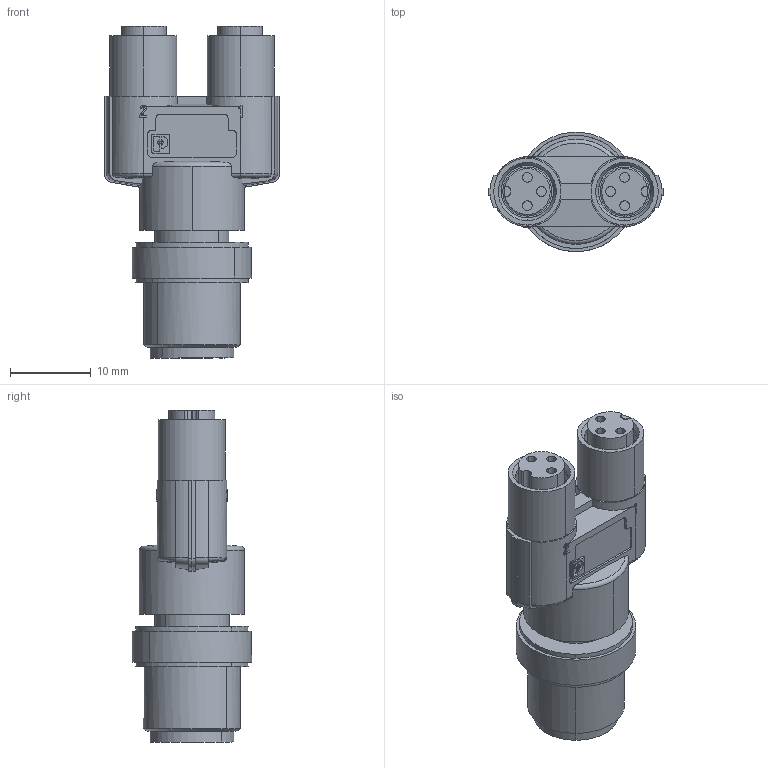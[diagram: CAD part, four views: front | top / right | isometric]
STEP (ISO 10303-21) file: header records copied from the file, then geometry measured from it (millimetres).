
FILE_DESCRIPTION(('SolidDesigner STEP Export'),'2;1');
FILE_NAME('1683471.stp','2008-06-17T14:08:04',(''),(''),'OneSpace Designer STEP processor for AP214 (Solid Model)','OneSpace Designer 14.50 18-Oct-2006 (C) CoCreate Software GmbH','');
FILE_SCHEMA(('AUTOMOTIVE_DESIGN { 1 0 10303 214 1 1 1 1 }'));
Length unit declared in the file: millimetre
Products named in the file (2): 1683471
Assembly tree (1 placements, depth 2):
  1683471
    1683471
Bounding box: 21.66 x 14.76 x 41.1 mm (x, y, z)
Volume: 4773.8 mm3; surface area: 3270.6 mm2
Topology: 1 solids, 1 shells, 368 faces, 990 edges, 650 vertices
Faces by surface type: plane 197, cylinder 110, cone 31, torus 28, sphere 2
Entity records: 15907 total; most frequent: CARTESIAN_POINT 4154, ORIENTED_EDGE 1976, DIRECTION 1670, EDGE_CURVE 988, VERTEX_POINT 650, AXIS2_PLACEMENT_3D 565, VECTOR 540, LINE 540
